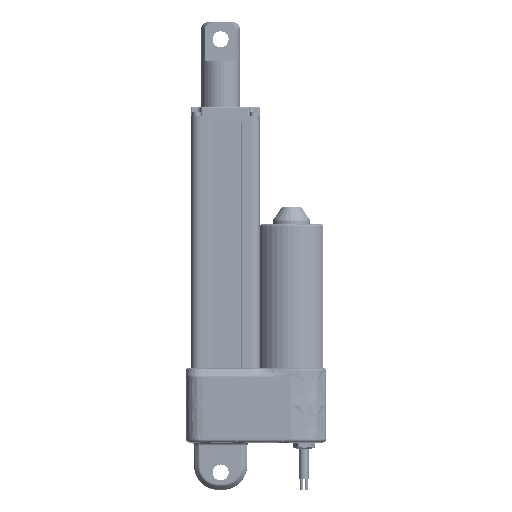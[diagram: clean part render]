
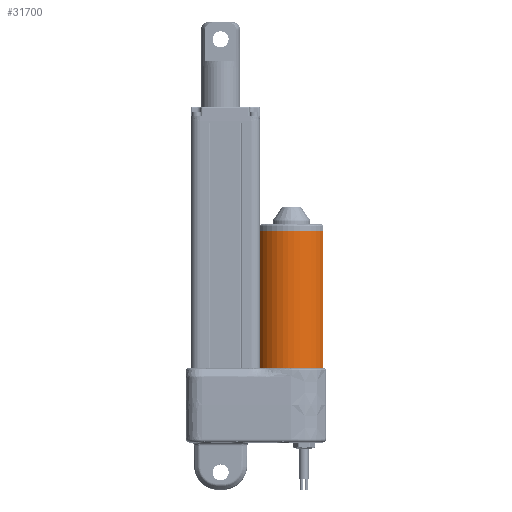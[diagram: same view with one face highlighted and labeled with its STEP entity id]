
A CAD part, top view. The second image highlights one B-rep face of the part: STEP entity #31700.
In plain terms, the highlighted cylindrical face has radius 22.5 mm (diameter 45 mm), a partial arc.
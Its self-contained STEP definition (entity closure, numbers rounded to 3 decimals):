
#26826=CARTESIAN_POINT('',(0.,-7.,0.));
#26827=DIRECTION('',(0.,-1.,0.));
#26828=DIRECTION('',(-0.889,0.,-0.458));
#26829=AXIS2_PLACEMENT_3D('',#26826,#26827,#26828);
#28259=CARTESIAN_POINT('',(0.,-93.5,0.));
#28260=DIRECTION('',(0.,1.,0.));
#28261=DIRECTION('',(0.889,0.,-0.458));
#28262=AXIS2_PLACEMENT_3D('',#28259,#28260,#28261);
#28277=DIRECTION('',(0.,-1.,0.));
#28278=VECTOR('',#28277,86.5);
#28279=CARTESIAN_POINT('',(-20.,-7.,-10.308));
#28280=LINE('',#28279,#28278);
#28281=DIRECTION('',(0.,-1.,0.));
#28282=VECTOR('',#28281,86.5);
#28283=CARTESIAN_POINT('',(20.,-7.,-10.308));
#28284=LINE('',#28283,#28282);
#28542=CARTESIAN_POINT('',(20.,-93.5,-10.308));
#28544=VERTEX_POINT('',#28542);
#28551=CARTESIAN_POINT('',(20.,-7.,-10.308));
#28552=VERTEX_POINT('',#28551);
#28557=CARTESIAN_POINT('',(-20.,-93.5,-10.308));
#28559=VERTEX_POINT('',#28557);
#28581=CARTESIAN_POINT('',(-20.,-7.,-10.308));
#28583=VERTEX_POINT('',#28581);
#31689=CARTESIAN_POINT('',(0.,0.,0.));
#31690=DIRECTION('',(0.,-1.,0.));
#31691=DIRECTION('',(1.,0.,0.));
#31692=AXIS2_PLACEMENT_3D('',#31689,#31690,#31691);
#31693=CYLINDRICAL_SURFACE('',#31692,22.5);
#31694=ORIENTED_EDGE('',*,*,#28798,.F.);
#31695=ORIENTED_EDGE('',*,*,#31412,.T.);
#31696=ORIENTED_EDGE('',*,*,#31662,.F.);
#31697=ORIENTED_EDGE('',*,*,#31625,.F.);
#31698=EDGE_LOOP('',(#31694,#31695,#31696,#31697));
#31699=FACE_OUTER_BOUND('',#31698,.F.);
#31700=ADVANCED_FACE('',(#31699),#31693,.T.);
#26830=CIRCLE('',#26829,22.5);
#28263=CIRCLE('',#28262,22.5);
#28798=EDGE_CURVE('',#28583,#28552,#26830,.T.);
#31412=EDGE_CURVE('',#28583,#28559,#28280,.T.);
#31625=EDGE_CURVE('',#28552,#28544,#28284,.T.);
#31662=EDGE_CURVE('',#28544,#28559,#28263,.T.);
